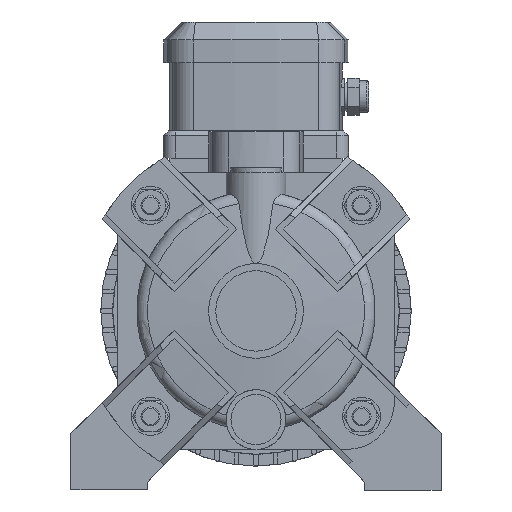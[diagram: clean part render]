
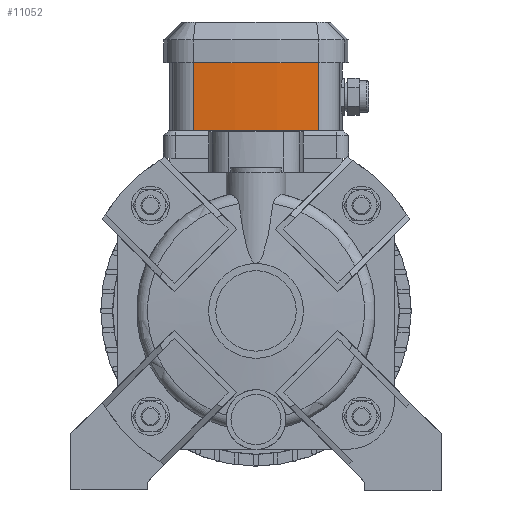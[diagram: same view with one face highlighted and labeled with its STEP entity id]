
A CAD part, left-side view. The second image highlights one B-rep face of the part: STEP entity #11052.
In plain terms, the highlighted cylindrical face has radius 229.062 mm (diameter 458.125 mm), a partial arc.
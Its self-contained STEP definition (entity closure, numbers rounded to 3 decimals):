
#1256=LINE('',#20174,#2059);
#1260=LINE('',#20181,#2063);
#2059=VECTOR('',#15206,10.);
#2063=VECTOR('',#15216,10.);
#3168=FACE_OUTER_BOUND('',#3929,.T.);
#3929=EDGE_LOOP('',(#10127,#10128,#10129,#10130));
#4498=CIRCLE('',#12150,229.062);
#4532=CIRCLE('',#12206,229.062);
#5544=VERTEX_POINT('',#19965);
#5545=VERTEX_POINT('',#19967);
#5580=VERTEX_POINT('',#20154);
#5581=VERTEX_POINT('',#20156);
#7060=EDGE_CURVE('',#5544,#5545,#4498,.T.);
#7113=EDGE_CURVE('',#5581,#5580,#4532,.T.);
#7122=EDGE_CURVE('',#5545,#5580,#1256,.T.);
#7126=EDGE_CURVE('',#5581,#5544,#1260,.T.);
#10127=ORIENTED_EDGE('',*,*,#7122,.F.);
#10128=ORIENTED_EDGE('',*,*,#7060,.F.);
#10129=ORIENTED_EDGE('',*,*,#7126,.F.);
#10130=ORIENTED_EDGE('',*,*,#7113,.T.);
#10427=CYLINDRICAL_SURFACE('',#12220,229.062);
#11052=ADVANCED_FACE('',(#3168),#10427,.T.);
#12150=AXIS2_PLACEMENT_3D('',#19968,#15050,#15051);
#12206=AXIS2_PLACEMENT_3D('',#20157,#15180,#15181);
#12220=AXIS2_PLACEMENT_3D('',#20183,#15219,#15220);
#15050=DIRECTION('center_axis',(0.,0.,-1.));
#15051=DIRECTION('ref_axis',(-0.989,0.147,0.));
#15180=DIRECTION('center_axis',(0.,0.,-1.));
#15181=DIRECTION('ref_axis',(-0.989,0.147,0.));
#15206=DIRECTION('',(0.,0.,1.));
#15216=DIRECTION('',(0.,0.,-1.));
#15219=DIRECTION('center_axis',(0.,0.,1.));
#15220=DIRECTION('ref_axis',(-0.989,0.147,0.));
#19965=CARTESIAN_POINT('',(62.477,-25.971,150.4));
#19967=CARTESIAN_POINT('',(62.477,25.971,150.4));
#19968=CARTESIAN_POINT('Origin',(290.062,0.,
150.4));
#20154=CARTESIAN_POINT('',(62.477,25.971,178.9));
#20156=CARTESIAN_POINT('',(62.477,-25.971,178.9));
#20157=CARTESIAN_POINT('Origin',(290.062,0.,
178.9));
#20174=CARTESIAN_POINT('',(62.477,25.971,150.4));
#20181=CARTESIAN_POINT('',(62.477,-25.971,150.4));
#20183=CARTESIAN_POINT('Origin',(290.062,0.,
150.4));
